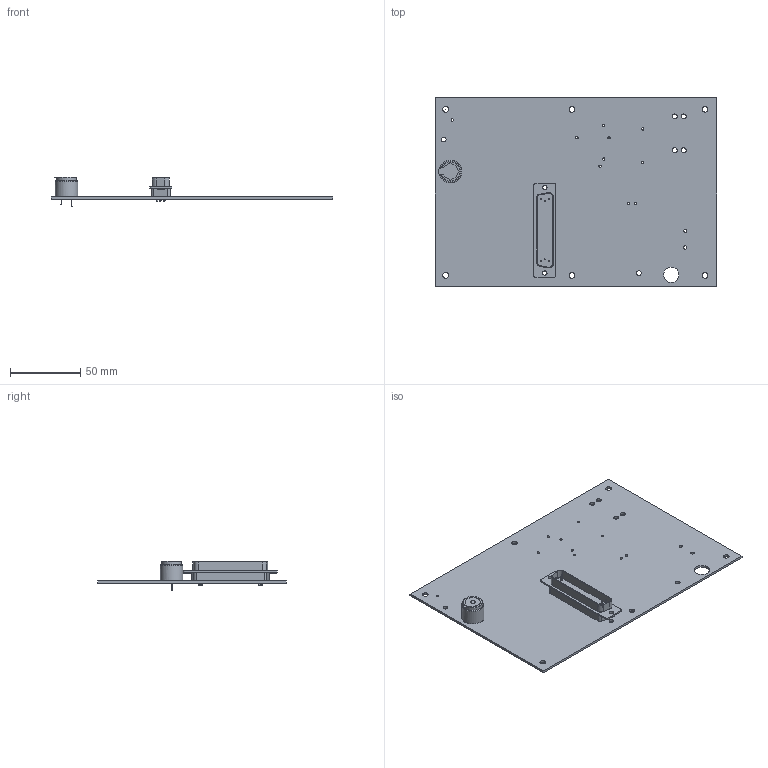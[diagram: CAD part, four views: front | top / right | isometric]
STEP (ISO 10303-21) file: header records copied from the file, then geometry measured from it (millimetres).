
FILE_DESCRIPTION( ( 'Unknown' ), '1' );
FILE_NAME( 'Platine1.stp', 'Unknown', ( 'Unknown' ), ( 'Unknown' ), 'PSStep 17.0.49', 'Unknown', ' ' );
FILE_SCHEMA( ( 'AUTOMOTIVE_DESIGN { 1 0 10303 214 1 1 1 1 }' ) );
Length unit declared in the file: millimetre
Products named in the file (5): Assem1; Pad; CX-1606C; R2; Component_Component
Assembly tree (4 placements, depth 2):
  Assem1
    Pad
    CX-1606C
    R2
    Component_Component
Bounding box: 200.67 x 134.29 x 21.1 mm (x, y, z)
Volume: 51381 mm3; surface area: 60914 mm2
Topology: 4 solids, 5 shells, 158 faces, 392 edges, 264 vertices
Faces by surface type: cylinder 81, plane 73, torus 4
Full cylindrical faces by diameter (mm): 0.6 x6, 0.7 x2, 1.2 x6, 1.5 x6, 1.7 x10, 2.3 x2, 3.1 x2, 3.25 x1, 3.3 x4, 3.5 x4, 4.1 x6, 5 x2, 11 x1, 14 x1, 16 x1
Entity records: 6748 total; most frequent: CARTESIAN_POINT 991, DIRECTION 794, ORIENTED_EDGE 626, AXIS2_PLACEMENT_3D 330, EDGE_CURVE 313, STYLED_ITEM 310, PRESENTATION_STYLE_ASSIGNMENT 310, COLOUR_RGB 310
